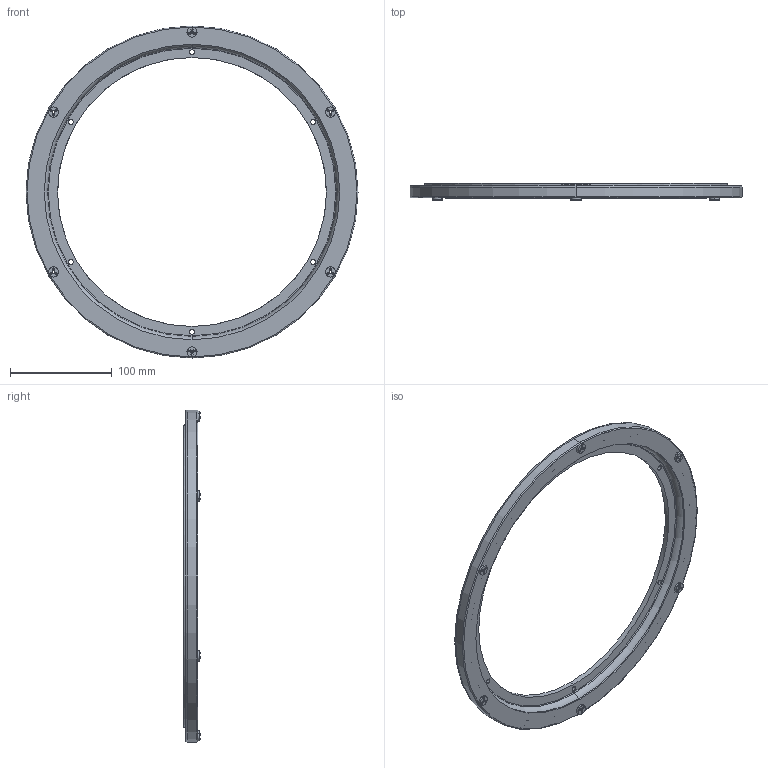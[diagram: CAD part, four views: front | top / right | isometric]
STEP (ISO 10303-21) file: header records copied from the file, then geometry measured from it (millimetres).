
FILE_DESCRIPTION (( 'STEP AP203' ), '1' );
FILE_NAME ('SC210-11542_HF30_ターンテーブル_1.step', '2016-09-12T02:53:34', ( '' ), ( '' ), 'SwSTEP 2.0', 'SolidWorks 2015', '' );
FILE_SCHEMA (( 'CONFIG_CONTROL_DESIGN' ));
Length unit declared in the file: millimetre
Products named in the file (5): SC210-11539_HF30_ベースプレート; SC210-11540_HF30_トッププレート; SC210-11541_HF30_ボールベアリング; SC210-08795_HF30_脚ゴム; SC210-11542_HF30_ターンテーブル_1
Assembly tree (108 placements, depth 2):
  SC210-11542_HF30_ターンテーブル_1
    SC210-11539_HF30_ベースプレート
    SC210-11540_HF30_トッププレート
    SC210-11541_HF30_ボールベアリング  x100
    SC210-08795_HF30_脚ゴム  x6
Bounding box: 327 x 16.5 x 327 mm (x, y, z)
Volume: 161554.1 mm3; surface area: 153520.3 mm2
Topology: 120 solids, 120 shells, 547 faces, 1480 edges, 1020 vertices
Faces by surface type: sphere 236, cylinder 158, plane 103, torus 48, cone 2
Entity records: 9511 total; most frequent: DIRECTION 1346, CARTESIAN_POINT 1044, ORIENTED_EDGE 904, AXIS2_PLACEMENT_3D 599, EDGE_CURVE 452, CIRCLE 304, VERTEX_POINT 297, COORDINATED_UNIVERSAL_TIME_OFFSET 241
